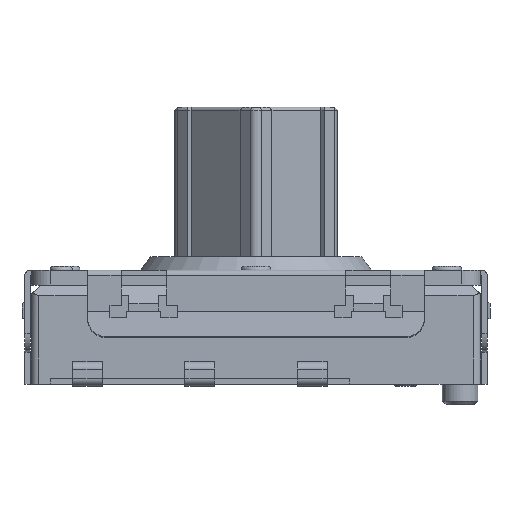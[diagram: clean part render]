
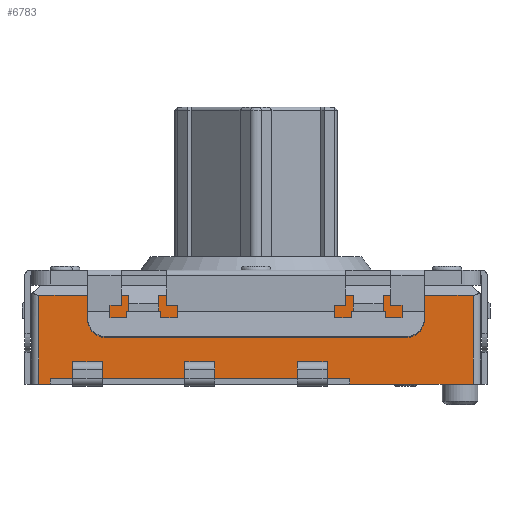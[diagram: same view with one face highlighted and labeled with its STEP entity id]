
A CAD part, front view. The second image highlights one B-rep face of the part: STEP entity #6783.
In plain terms, the highlighted planar face has unit normal (0, -1, 0).
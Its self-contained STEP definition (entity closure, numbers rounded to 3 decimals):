
#50=DIRECTION('',(-1.,0.,0.));
#51=VECTOR('',#50,3.3);
#52=CARTESIAN_POINT('',(5.8,-6.,-7.4));
#53=LINE('',#52,#51);
#154=DIRECTION('',(-1.,0.,0.));
#155=VECTOR('',#154,0.3);
#156=CARTESIAN_POINT('',(-5.5,-6.,-7.4));
#157=LINE('',#156,#155);
#206=DIRECTION('',(0.,0.,-1.));
#207=VECTOR('',#206,0.15);
#208=CARTESIAN_POINT('',(-5.5,-6.,-7.25));
#209=LINE('',#208,#207);
#210=DIRECTION('',(-1.,0.,0.));
#211=VECTOR('',#210,8.);
#212=CARTESIAN_POINT('',(2.5,-6.,-7.25));
#213=LINE('',#212,#211);
#218=DIRECTION('',(0.,0.,1.));
#219=VECTOR('',#218,0.15);
#220=CARTESIAN_POINT('',(2.5,-6.,-7.4));
#221=LINE('',#220,#219);
#234=DIRECTION('',(1.,0.,0.));
#235=VECTOR('',#234,5.2);
#236=CARTESIAN_POINT('',(-2.6,-6.,-5.028));
#237=LINE('',#236,#235);
#238=DIRECTION('',(1.,0.,0.));
#239=VECTOR('',#238,2.4);
#240=CARTESIAN_POINT('',(-5.8,-6.,-5.028));
#241=LINE('',#240,#239);
#270=DIRECTION('',(1.,0.,0.));
#271=VECTOR('',#270,2.4);
#272=CARTESIAN_POINT('',(3.4,-6.,-5.028));
#273=LINE('',#272,#271);
#278=DIRECTION('',(0.,0.,1.));
#279=VECTOR('',#278,0.422);
#280=CARTESIAN_POINT('',(3.4,-6.,-5.45));
#281=LINE('',#280,#279);
#290=DIRECTION('',(1.,0.,0.));
#291=VECTOR('',#290,0.8);
#292=CARTESIAN_POINT('',(2.6,-6.,-5.45));
#293=LINE('',#292,#291);
#306=DIRECTION('',(0.,0.,-1.));
#307=VECTOR('',#306,0.422);
#308=CARTESIAN_POINT('',(2.6,-6.,-5.028));
#309=LINE('',#308,#307);
#318=DIRECTION('',(0.,0.,1.));
#319=VECTOR('',#318,0.422);
#320=CARTESIAN_POINT('',(-2.6,-6.,-5.45));
#321=LINE('',#320,#319);
#334=DIRECTION('',(1.,0.,0.));
#335=VECTOR('',#334,0.8);
#336=CARTESIAN_POINT('',(-3.4,-6.,-5.45));
#337=LINE('',#336,#335);
#342=DIRECTION('',(0.,0.,-1.));
#343=VECTOR('',#342,0.422);
#344=CARTESIAN_POINT('',(-3.4,-6.,-5.028));
#345=LINE('',#344,#343);
#364=DIRECTION('',(0.,0.,1.));
#365=VECTOR('',#364,2.372);
#366=CARTESIAN_POINT('',(-5.8,-6.,-7.4));
#367=LINE('',#366,#365);
#674=DIRECTION('',(0.,0.,-1.));
#675=VECTOR('',#674,2.372);
#676=CARTESIAN_POINT('',(5.8,-6.,-5.028));
#677=LINE('',#676,#675);
#4520=DIRECTION('',(0.,0.,1.));
#4521=VECTOR('',#4520,0.2);
#4522=CARTESIAN_POINT('',(-1.1,-6.,-7.));
#4523=LINE('',#4522,#4521);
#4558=DIRECTION('',(1.,0.,0.));
#4559=VECTOR('',#4558,0.8);
#4560=CARTESIAN_POINT('',(-1.9,-6.,-7.));
#4561=LINE('',#4560,#4559);
#4562=DIRECTION('',(0.,0.,-1.));
#4563=VECTOR('',#4562,0.2);
#4564=CARTESIAN_POINT('',(-1.9,-6.,-6.8));
#4565=LINE('',#4564,#4563);
#4580=DIRECTION('',(-1.,0.,0.));
#4581=VECTOR('',#4580,0.8);
#4582=CARTESIAN_POINT('',(-1.1,-6.,-6.8));
#4583=LINE('',#4582,#4581);
#4620=DIRECTION('',(0.,0.,-1.));
#4621=VECTOR('',#4620,0.2);
#4622=CARTESIAN_POINT('',(1.1,-6.,-6.8));
#4623=LINE('',#4622,#4621);
#4638=DIRECTION('',(1.,0.,0.));
#4639=VECTOR('',#4638,0.8);
#4640=CARTESIAN_POINT('',(1.1,-6.,-7.));
#4641=LINE('',#4640,#4639);
#4682=DIRECTION('',(-1.,0.,0.));
#4683=VECTOR('',#4682,0.8);
#4684=CARTESIAN_POINT('',(1.9,-6.,-6.8));
#4685=LINE('',#4684,#4683);
#4686=DIRECTION('',(0.,0.,1.));
#4687=VECTOR('',#4686,0.2);
#4688=CARTESIAN_POINT('',(1.9,-6.,-7.));
#4689=LINE('',#4688,#4687);
#4720=DIRECTION('',(0.,0.,-1.));
#4721=VECTOR('',#4720,0.2);
#4722=CARTESIAN_POINT('',(-4.9,-6.,-6.8));
#4723=LINE('',#4722,#4721);
#4738=DIRECTION('',(1.,0.,0.));
#4739=VECTOR('',#4738,0.8);
#4740=CARTESIAN_POINT('',(-4.9,-6.,-7.));
#4741=LINE('',#4740,#4739);
#4782=DIRECTION('',(-1.,0.,0.));
#4783=VECTOR('',#4782,0.8);
#4784=CARTESIAN_POINT('',(-4.1,-6.,-6.8));
#4785=LINE('',#4784,#4783);
#4786=DIRECTION('',(0.,0.,1.));
#4787=VECTOR('',#4786,0.2);
#4788=CARTESIAN_POINT('',(-4.1,-6.,-7.));
#4789=LINE('',#4788,#4787);
#5150=CARTESIAN_POINT('',(-4.1,-6.,-7.));
#5151=CARTESIAN_POINT('',(-4.1,-6.,-6.8));
#5152=VERTEX_POINT('',#5150);
#5153=VERTEX_POINT('',#5151);
#5178=CARTESIAN_POINT('',(-4.9,-6.,-6.8));
#5179=VERTEX_POINT('',#5178);
#5180=CARTESIAN_POINT('',(-4.9,-6.,-7.));
#5181=VERTEX_POINT('',#5180);
#5182=CARTESIAN_POINT('',(-1.1,-6.,-7.));
#5183=CARTESIAN_POINT('',(-1.1,-6.,-6.8));
#5184=VERTEX_POINT('',#5182);
#5185=VERTEX_POINT('',#5183);
#5210=CARTESIAN_POINT('',(-1.9,-6.,-6.8));
#5211=VERTEX_POINT('',#5210);
#5212=CARTESIAN_POINT('',(-1.9,-6.,-7.));
#5213=VERTEX_POINT('',#5212);
#5215=CARTESIAN_POINT('',(1.1,-6.,-7.));
#5217=VERTEX_POINT('',#5215);
#5228=CARTESIAN_POINT('',(1.1,-6.,-6.8));
#5229=VERTEX_POINT('',#5228);
#5242=CARTESIAN_POINT('',(1.9,-6.,-6.8));
#5243=VERTEX_POINT('',#5242);
#5244=CARTESIAN_POINT('',(1.9,-6.,-7.));
#5245=VERTEX_POINT('',#5244);
#5278=CARTESIAN_POINT('',(3.4,-6.,-5.028));
#5279=CARTESIAN_POINT('',(5.8,-6.,-5.028));
#5280=VERTEX_POINT('',#5278);
#5281=VERTEX_POINT('',#5279);
#5282=CARTESIAN_POINT('',(3.4,-6.,-5.45));
#5283=VERTEX_POINT('',#5282);
#5284=CARTESIAN_POINT('',(2.6,-6.,-5.45));
#5285=VERTEX_POINT('',#5284);
#5286=CARTESIAN_POINT('',(2.6,-6.,-5.028));
#5287=VERTEX_POINT('',#5286);
#5288=CARTESIAN_POINT('',(-2.6,-6.,-5.028));
#5289=VERTEX_POINT('',#5288);
#5290=CARTESIAN_POINT('',(-2.6,-6.,-5.45));
#5291=VERTEX_POINT('',#5290);
#5292=CARTESIAN_POINT('',(-3.4,-6.,-5.45));
#5293=VERTEX_POINT('',#5292);
#5294=CARTESIAN_POINT('',(-3.4,-6.,-5.028));
#5295=VERTEX_POINT('',#5294);
#5296=CARTESIAN_POINT('',(-5.8,-6.,-5.028));
#5297=VERTEX_POINT('',#5296);
#5298=CARTESIAN_POINT('',(-5.8,-6.,-7.4));
#5299=VERTEX_POINT('',#5298);
#5300=CARTESIAN_POINT('',(-5.5,-6.,-7.4));
#5301=VERTEX_POINT('',#5300);
#5302=CARTESIAN_POINT('',(-5.5,-6.,-7.25));
#5303=VERTEX_POINT('',#5302);
#5304=CARTESIAN_POINT('',(2.5,-6.,-7.25));
#5305=VERTEX_POINT('',#5304);
#5306=CARTESIAN_POINT('',(2.5,-6.,-7.4));
#5307=VERTEX_POINT('',#5306);
#5308=CARTESIAN_POINT('',(5.8,-6.,-7.4));
#5309=VERTEX_POINT('',#5308);
#6719=CARTESIAN_POINT('',(6.,-6.,-7.05));
#6720=DIRECTION('',(0.,-1.,0.));
#6721=DIRECTION('',(0.,0.,-1.));
#6722=AXIS2_PLACEMENT_3D('',#6719,#6720,#6721);
#6723=PLANE('',#6722);
#6725=ORIENTED_EDGE('',*,*,#6724,.T.);
#6727=ORIENTED_EDGE('',*,*,#6726,.T.);
#6728=ORIENTED_EDGE('',*,*,#6596,.T.);
#6729=ORIENTED_EDGE('',*,*,#6711,.T.);
#6730=ORIENTED_EDGE('',*,*,#6700,.T.);
#6731=ORIENTED_EDGE('',*,*,#6685,.T.);
#6732=ORIENTED_EDGE('',*,*,#6646,.T.);
#6734=ORIENTED_EDGE('',*,*,#6733,.T.);
#6736=ORIENTED_EDGE('',*,*,#6735,.T.);
#6738=ORIENTED_EDGE('',*,*,#6737,.T.);
#6740=ORIENTED_EDGE('',*,*,#6739,.T.);
#6742=ORIENTED_EDGE('',*,*,#6741,.T.);
#6744=ORIENTED_EDGE('',*,*,#6743,.T.);
#6746=ORIENTED_EDGE('',*,*,#6745,.T.);
#6748=ORIENTED_EDGE('',*,*,#6747,.T.);
#6750=ORIENTED_EDGE('',*,*,#6749,.T.);
#6751=EDGE_LOOP('',(#6725,#6727,#6728,#6729,#6730,#6731,#6732,#6734,#6736,#6738,
#6740,#6742,#6744,#6746,#6748,#6750));
#6752=FACE_OUTER_BOUND('',#6751,.F.);
#6754=ORIENTED_EDGE('',*,*,#6753,.T.);
#6756=ORIENTED_EDGE('',*,*,#6755,.T.);
#6758=ORIENTED_EDGE('',*,*,#6757,.T.);
#6760=ORIENTED_EDGE('',*,*,#6759,.T.);
#6761=EDGE_LOOP('',(#6754,#6756,#6758,#6760));
#6762=FACE_BOUND('',#6761,.F.);
#6764=ORIENTED_EDGE('',*,*,#6763,.T.);
#6766=ORIENTED_EDGE('',*,*,#6765,.T.);
#6768=ORIENTED_EDGE('',*,*,#6767,.T.);
#6770=ORIENTED_EDGE('',*,*,#6769,.T.);
#6771=EDGE_LOOP('',(#6764,#6766,#6768,#6770));
#6772=FACE_BOUND('',#6771,.F.);
#6774=ORIENTED_EDGE('',*,*,#6773,.T.);
#6776=ORIENTED_EDGE('',*,*,#6775,.T.);
#6778=ORIENTED_EDGE('',*,*,#6777,.T.);
#6780=ORIENTED_EDGE('',*,*,#6779,.T.);
#6781=EDGE_LOOP('',(#6774,#6776,#6778,#6780));
#6782=FACE_BOUND('',#6781,.F.);
#6596=EDGE_CURVE('',#5309,#5307,#53,.T.);
#6646=EDGE_CURVE('',#5301,#5299,#157,.T.);
#6685=EDGE_CURVE('',#5303,#5301,#209,.T.);
#6700=EDGE_CURVE('',#5305,#5303,#213,.T.);
#6711=EDGE_CURVE('',#5307,#5305,#221,.T.);
#6724=EDGE_CURVE('',#5280,#5281,#273,.T.);
#6726=EDGE_CURVE('',#5281,#5309,#677,.T.);
#6733=EDGE_CURVE('',#5299,#5297,#367,.T.);
#6735=EDGE_CURVE('',#5297,#5295,#241,.T.);
#6737=EDGE_CURVE('',#5295,#5293,#345,.T.);
#6739=EDGE_CURVE('',#5293,#5291,#337,.T.);
#6741=EDGE_CURVE('',#5291,#5289,#321,.T.);
#6743=EDGE_CURVE('',#5289,#5287,#237,.T.);
#6745=EDGE_CURVE('',#5287,#5285,#309,.T.);
#6747=EDGE_CURVE('',#5285,#5283,#293,.T.);
#6749=EDGE_CURVE('',#5283,#5280,#281,.T.);
#6753=EDGE_CURVE('',#5184,#5185,#4523,.T.);
#6755=EDGE_CURVE('',#5185,#5211,#4583,.T.);
#6757=EDGE_CURVE('',#5211,#5213,#4565,.T.);
#6759=EDGE_CURVE('',#5213,#5184,#4561,.T.);
#6763=EDGE_CURVE('',#5229,#5217,#4623,.T.);
#6765=EDGE_CURVE('',#5217,#5245,#4641,.T.);
#6767=EDGE_CURVE('',#5245,#5243,#4689,.T.);
#6769=EDGE_CURVE('',#5243,#5229,#4685,.T.);
#6773=EDGE_CURVE('',#5179,#5181,#4723,.T.);
#6775=EDGE_CURVE('',#5181,#5152,#4741,.T.);
#6777=EDGE_CURVE('',#5152,#5153,#4789,.T.);
#6779=EDGE_CURVE('',#5153,#5179,#4785,.T.);
#6783=ADVANCED_FACE('',(#6752,#6762,#6772,#6782),#6723,.T.);
